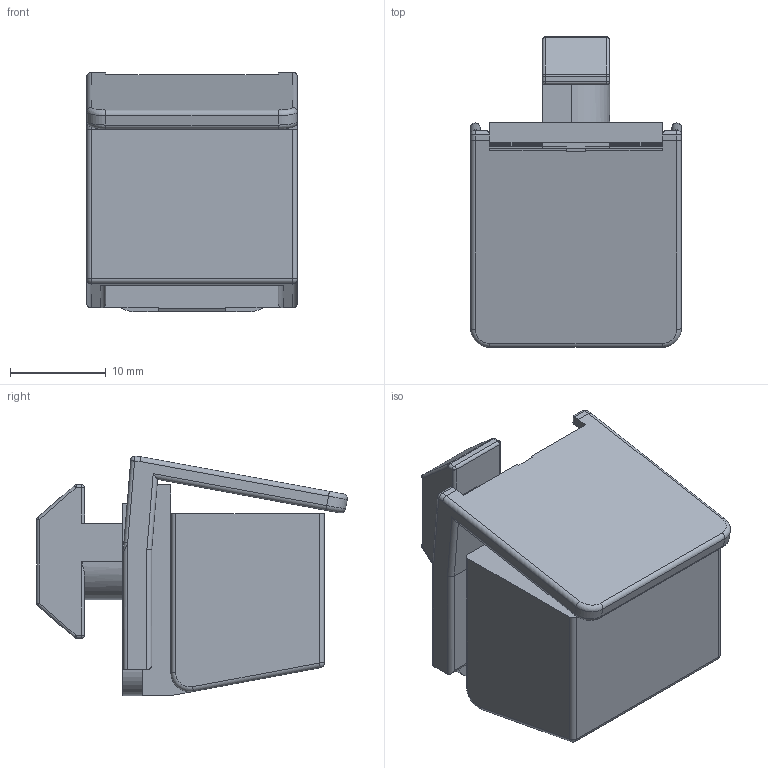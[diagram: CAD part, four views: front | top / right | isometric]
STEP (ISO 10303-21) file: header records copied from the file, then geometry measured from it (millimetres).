
FILE_DESCRIPTION((''),'2;1');
FILE_NAME('AR3408.stp','2020-12-21T13:59:34',('arma02'),(''),'Autodesk Inventor 2013','Autodesk Inventor 2013','');
FILE_SCHEMA(('AUTOMOTIVE_DESIGN { 1 0 10303 214 1 1 1 1 }'));
Length unit declared in the file: millimetre
Products named in the file (3): AR3408; AR3408 I; AR38408 II
Assembly tree (2 placements, depth 2):
  AR3408
    AR3408 I
    AR38408 II
Bounding box: 22 x 32.41 x 24.97 mm (x, y, z)
Volume: 6184.5 mm3; surface area: 6511.9 mm2
Topology: 2 solids, 2 shells, 384 faces, 1048 edges, 669 vertices
Faces by surface type: plane 282, cylinder 68, sphere 16, bspline 12, torus 6
Entity records: 12691 total; most frequent: CARTESIAN_POINT 2494, ORIENTED_EDGE 2096, DIRECTION 1921, EDGE_CURVE 1048, VECTOR 889, LINE 889, VERTEX_POINT 669, AXIS2_PLACEMENT_3D 516
